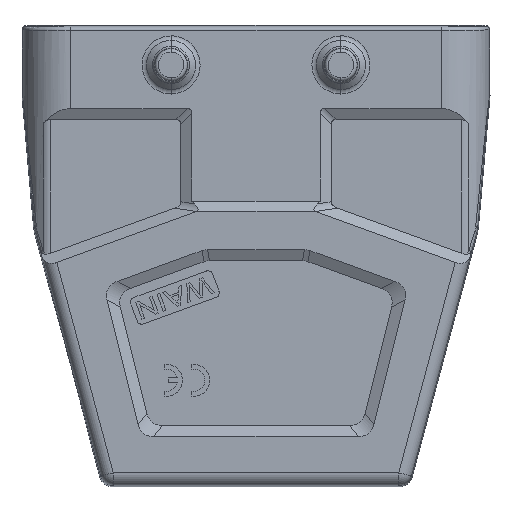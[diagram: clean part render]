
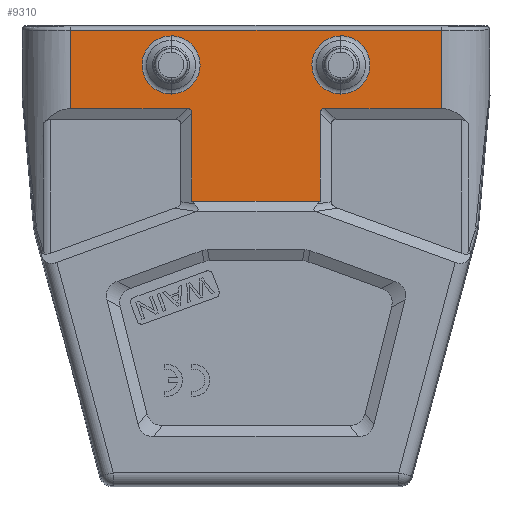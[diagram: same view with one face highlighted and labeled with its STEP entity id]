
A CAD part, front view. The second image highlights one B-rep face of the part: STEP entity #9310.
In plain terms, the highlighted planar face has unit normal (0, -1, 0).
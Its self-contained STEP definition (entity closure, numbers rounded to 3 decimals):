
#274=CARTESIAN_POINT('',(28.878,-21.5,
-0.783));
#300=CARTESIAN_POINT('',(28.878,-21.5,-13.));
#302=DIRECTION('',(0.,0.,1.));
#303=VECTOR('',#302,12.217);
#304=CARTESIAN_POINT('',(28.878,-21.5,-13.));
#305=LINE('',#304,#303);
#316=DIRECTION('',(-1.,0.,0.));
#317=VECTOR('',#316,57.755);
#318=CARTESIAN_POINT('',(28.878,-21.5,
-0.783));
#319=LINE('',#318,#317);
#324=DIRECTION('',(-1.,0.,0.));
#325=VECTOR('',#324,20.);
#326=CARTESIAN_POINT('',(10.,-21.5,-27.456));
#327=LINE('',#326,#325);
#328=CARTESIAN_POINT('',(13.25,-21.5,-6.2));
#329=DIRECTION('',(0.,-1.,0.));
#330=DIRECTION('',(0.,0.,-1.));
#331=AXIS2_PLACEMENT_3D('',#328,#329,#330);
#333=CARTESIAN_POINT('',(13.25,-21.5,-6.2));
#334=DIRECTION('',(0.,-1.,0.));
#335=DIRECTION('',(0.076,0.,0.997));
#336=AXIS2_PLACEMENT_3D('',#333,#334,#335);
#338=CARTESIAN_POINT('',(13.25,-21.5,-6.2));
#339=DIRECTION('',(0.,-1.,0.));
#340=DIRECTION('',(0.,0.,1.));
#341=AXIS2_PLACEMENT_3D('',#338,#339,#340);
#343=CARTESIAN_POINT('',(13.25,-21.5,-6.2));
#344=DIRECTION('',(0.,-1.,0.));
#345=DIRECTION('',(-0.076,0.,-0.997));
#346=AXIS2_PLACEMENT_3D('',#343,#344,#345);
#348=CARTESIAN_POINT('',(-13.25,-21.5,-6.2));
#349=DIRECTION('',(0.,-1.,0.));
#350=DIRECTION('',(0.,0.,-1.));
#351=AXIS2_PLACEMENT_3D('',#348,#349,#350);
#353=CARTESIAN_POINT('',(-13.25,-21.5,-6.2));
#354=DIRECTION('',(0.,-1.,0.));
#355=DIRECTION('',(0.076,0.,0.997));
#356=AXIS2_PLACEMENT_3D('',#353,#354,#355);
#358=CARTESIAN_POINT('',(-13.25,-21.5,-6.2));
#359=DIRECTION('',(0.,-1.,0.));
#360=DIRECTION('',(0.,0.,1.));
#361=AXIS2_PLACEMENT_3D('',#358,#359,#360);
#363=CARTESIAN_POINT('',(-13.25,-21.5,-6.2));
#364=DIRECTION('',(0.,-1.,0.));
#365=DIRECTION('',(-0.076,0.,-0.997));
#366=AXIS2_PLACEMENT_3D('',#363,#364,#365);
#378=DIRECTION('',(1.,0.,0.));
#379=VECTOR('',#378,18.128);
#380=CARTESIAN_POINT('',(10.75,-21.5,-13.));
#381=LINE('',#380,#379);
#642=DIRECTION('',(0.,0.,-1.));
#643=VECTOR('',#642,12.217);
#644=CARTESIAN_POINT('',(-28.878,-21.5,
-0.783));
#645=LINE('',#644,#643);
#5715=DIRECTION('',(1.,0.,0.));
#5716=VECTOR('',#5715,18.128);
#5717=CARTESIAN_POINT('',(-28.878,-21.5,-13.));
#5718=LINE('',#5717,#5716);
#5729=CARTESIAN_POINT('',(-10.75,-21.5,-13.));
#5730=CARTESIAN_POINT('',(-10.5,-21.5,-13.));
#5731=CARTESIAN_POINT('',(-10.138,-21.5,-13.138));
#5732=CARTESIAN_POINT('',(-10.,-21.5,-13.5));
#5733=CARTESIAN_POINT('',(-10.,-21.5,-13.75));
#5747=DIRECTION('',(0.,0.,-1.));
#5748=VECTOR('',#5747,13.706);
#5749=CARTESIAN_POINT('',(-10.,-21.5,-13.75));
#5750=LINE('',#5749,#5748);
#5751=DIRECTION('',(0.,0.,1.));
#5752=VECTOR('',#5751,13.706);
#5753=CARTESIAN_POINT('',(10.,-21.5,-27.456));
#5754=LINE('',#5753,#5752);
#5773=CARTESIAN_POINT('',(10.,-21.5,-13.75));
#5774=CARTESIAN_POINT('',(10.,-21.5,-13.5));
#5775=CARTESIAN_POINT('',(10.138,-21.5,-13.138));
#5776=CARTESIAN_POINT('',(10.5,-21.5,-13.));
#5777=CARTESIAN_POINT('',(10.75,-21.5,-13.));
#7422=VERTEX_POINT('',#274);
#7428=VERTEX_POINT('',#300);
#7432=CARTESIAN_POINT('',(-28.878,-21.5,
-0.783));
#7433=VERTEX_POINT('',#7432);
#7436=CARTESIAN_POINT('',(10.75,-21.5,-13.));
#7437=VERTEX_POINT('',#7436);
#7438=VERTEX_POINT('',#5773);
#7439=CARTESIAN_POINT('',(10.,-21.5,-27.456));
#7440=VERTEX_POINT('',#7439);
#7441=CARTESIAN_POINT('',(-10.,-21.5,-27.456));
#7442=VERTEX_POINT('',#7441);
#7443=CARTESIAN_POINT('',(-10.,-21.5,-13.75));
#7444=VERTEX_POINT('',#7443);
#7445=VERTEX_POINT('',#5729);
#7446=CARTESIAN_POINT('',(-28.878,-21.5,-13.));
#7447=VERTEX_POINT('',#7446);
#7448=CARTESIAN_POINT('',(13.25,-21.5,-10.731));
#7449=CARTESIAN_POINT('',(13.595,-21.5,-1.682));
#7450=VERTEX_POINT('',#7448);
#7451=VERTEX_POINT('',#7449);
#7452=CARTESIAN_POINT('',(13.25,-21.5,-1.669));
#7453=VERTEX_POINT('',#7452);
#7454=CARTESIAN_POINT('',(12.905,-21.5,-10.718));
#7455=VERTEX_POINT('',#7454);
#7456=CARTESIAN_POINT('',(-13.25,-21.5,-10.731));
#7457=CARTESIAN_POINT('',(-12.905,-21.5,-1.682));
#7458=VERTEX_POINT('',#7456);
#7459=VERTEX_POINT('',#7457);
#7460=CARTESIAN_POINT('',(-13.25,-21.5,-1.669));
#7461=VERTEX_POINT('',#7460);
#7462=CARTESIAN_POINT('',(-13.595,-21.5,-10.718));
#7463=VERTEX_POINT('',#7462);
#9265=CARTESIAN_POINT('',(0.,-21.5,0.));
#9266=DIRECTION('',(0.,1.,0.));
#9267=DIRECTION('',(-1.,0.,0.));
#9268=AXIS2_PLACEMENT_3D('',#9265,#9266,#9267);
#9269=PLANE('',#9268);
#9270=ORIENTED_EDGE('',*,*,#9255,.F.);
#9271=ORIENTED_EDGE('',*,*,#9230,.F.);
#9273=ORIENTED_EDGE('',*,*,#9272,.F.);
#9275=ORIENTED_EDGE('',*,*,#9274,.F.);
#9277=ORIENTED_EDGE('',*,*,#9276,.F.);
#9279=ORIENTED_EDGE('',*,*,#9278,.T.);
#9281=ORIENTED_EDGE('',*,*,#9280,.F.);
#9283=ORIENTED_EDGE('',*,*,#9282,.F.);
#9285=ORIENTED_EDGE('',*,*,#9284,.F.);
#9287=ORIENTED_EDGE('',*,*,#9286,.F.);
#9288=EDGE_LOOP('',(#9270,#9271,#9273,#9275,#9277,#9279,#9281,#9283,#9285,
#9287));
#9289=FACE_OUTER_BOUND('',#9288,.F.);
#9291=ORIENTED_EDGE('',*,*,#9290,.T.);
#9293=ORIENTED_EDGE('',*,*,#9292,.T.);
#9295=ORIENTED_EDGE('',*,*,#9294,.T.);
#9297=ORIENTED_EDGE('',*,*,#9296,.T.);
#9298=EDGE_LOOP('',(#9291,#9293,#9295,#9297));
#9299=FACE_BOUND('',#9298,.F.);
#9301=ORIENTED_EDGE('',*,*,#9300,.T.);
#9303=ORIENTED_EDGE('',*,*,#9302,.T.);
#9305=ORIENTED_EDGE('',*,*,#9304,.T.);
#9307=ORIENTED_EDGE('',*,*,#9306,.T.);
#9308=EDGE_LOOP('',(#9301,#9303,#9305,#9307));
#9309=FACE_BOUND('',#9308,.F.);
#9310=ADVANCED_FACE('',(#9289,#9299,#9309),#9269,.F.);
#332=CIRCLE('',#331,4.531);
#337=CIRCLE('',#336,4.531);
#342=CIRCLE('',#341,4.531);
#347=CIRCLE('',#346,4.531);
#352=CIRCLE('',#351,4.531);
#357=CIRCLE('',#356,4.531);
#362=CIRCLE('',#361,4.531);
#367=CIRCLE('',#366,4.531);
#5734=B_SPLINE_CURVE_WITH_KNOTS('',3,(#5729,#5730,#5731,#5732,#5733),
.UNSPECIFIED.,.F.,.F.,(4,1,4),(0.,0.5,1.),.UNSPECIFIED.);
#5778=B_SPLINE_CURVE_WITH_KNOTS('',3,(#5773,#5774,#5775,#5776,#5777),
.UNSPECIFIED.,.F.,.F.,(4,1,4),(0.,0.5,1.),.UNSPECIFIED.);
#9230=EDGE_CURVE('',#7428,#7422,#305,.T.);
#9255=EDGE_CURVE('',#7422,#7433,#319,.T.);
#9272=EDGE_CURVE('',#7437,#7428,#381,.T.);
#9274=EDGE_CURVE('',#7438,#7437,#5778,.T.);
#9276=EDGE_CURVE('',#7440,#7438,#5754,.T.);
#9278=EDGE_CURVE('',#7440,#7442,#327,.T.);
#9280=EDGE_CURVE('',#7444,#7442,#5750,.T.);
#9282=EDGE_CURVE('',#7445,#7444,#5734,.T.);
#9284=EDGE_CURVE('',#7447,#7445,#5718,.T.);
#9286=EDGE_CURVE('',#7433,#7447,#645,.T.);
#9290=EDGE_CURVE('',#7450,#7451,#332,.T.);
#9292=EDGE_CURVE('',#7451,#7453,#337,.T.);
#9294=EDGE_CURVE('',#7453,#7455,#342,.T.);
#9296=EDGE_CURVE('',#7455,#7450,#347,.T.);
#9300=EDGE_CURVE('',#7458,#7459,#352,.T.);
#9302=EDGE_CURVE('',#7459,#7461,#357,.T.);
#9304=EDGE_CURVE('',#7461,#7463,#362,.T.);
#9306=EDGE_CURVE('',#7463,#7458,#367,.T.);
